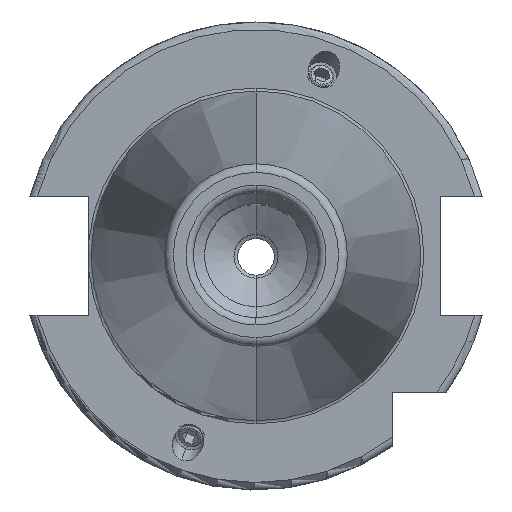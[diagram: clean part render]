
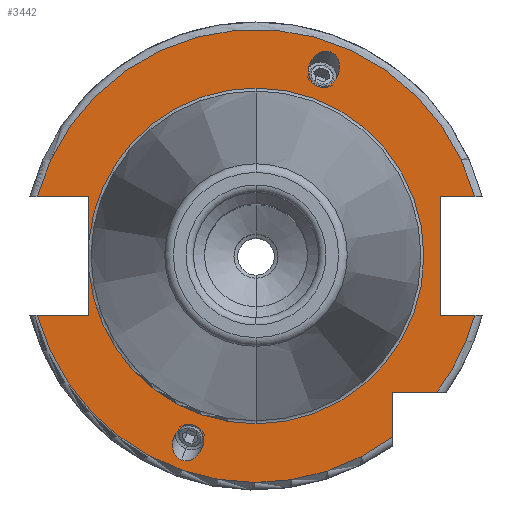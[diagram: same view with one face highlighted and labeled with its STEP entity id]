
A CAD part, top view. The second image highlights one B-rep face of the part: STEP entity #3442.
In plain terms, the highlighted planar face has unit normal (0, 0, 1).
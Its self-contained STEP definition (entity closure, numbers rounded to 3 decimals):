
#371=CARTESIAN_POINT('',(0,0,15.9));
#372=DIRECTION('',(0,0,-1));
#373=DIRECTION('',(0,1,0));
#374=AXIS2_PLACEMENT_3D('',#371,#372,#373);
#386=CARTESIAN_POINT('',(0,0,15.9));
#387=DIRECTION('',(0,0,1));
#388=DIRECTION('',(0,1,0));
#389=AXIS2_PLACEMENT_3D('',#386,#387,#388);
#401=CARTESIAN_POINT('',(0,0,15.9));
#402=DIRECTION('',(0,0,1));
#403=DIRECTION('',(-0.996,-0.094,0));
#404=AXIS2_PLACEMENT_3D('',#401,#402,#403);
#457=DIRECTION('',(1,0,0));
#458=VECTOR('',#457,7.004);
#459=CARTESIAN_POINT('',(-29.704,-8.05,15.9));
#460=LINE('',#459,#458);
#461=DIRECTION('',(0,1,0));
#462=VECTOR('',#461,5.917);
#463=CARTESIAN_POINT('',(-22.7,-8.05,15.9));
#464=LINE('',#463,#462);
#465=DIRECTION('',(0,1,0));
#466=VECTOR('',#465,5.917);
#467=CARTESIAN_POINT('',(-22.7,2.133,15.9));
#468=LINE('',#467,#466);
#469=DIRECTION('',(1,0,0));
#470=VECTOR('',#469,7.004);
#471=CARTESIAN_POINT('',(-29.704,8.05,15.9));
#472=LINE('',#471,#470);
#473=DIRECTION('',(-1,0,0));
#474=VECTOR('',#473,4.704);
#475=CARTESIAN_POINT('',(29.704,8.05,15.9));
#476=LINE('',#475,#474);
#477=DIRECTION('',(0,-1,0));
#478=VECTOR('',#477,16.1);
#479=CARTESIAN_POINT('',(25,8.05,15.9));
#480=LINE('',#479,#478);
#481=DIRECTION('',(-1,0,0));
#482=VECTOR('',#481,4.704);
#483=CARTESIAN_POINT('',(29.704,-8.05,15.9));
#484=LINE('',#483,#482);
#485=CARTESIAN_POINT('',(0,0,15.9));
#486=DIRECTION('',(0,0,1));
#487=DIRECTION('',(0.799,-0.601,0));
#488=AXIS2_PLACEMENT_3D('',#485,#486,#487);
#490=DIRECTION('',(-1,0,0));
#491=VECTOR('',#490,6.094);
#492=CARTESIAN_POINT('',(24.594,-18.5,15.9));
#493=LINE('',#492,#491);
#494=DIRECTION('',(0,1,0));
#495=VECTOR('',#494,6.094);
#496=CARTESIAN_POINT('',(18.5,-24.594,15.9));
#497=LINE('',#496,#495);
#498=CARTESIAN_POINT('',(10.09,27.723,15.9));
#499=CARTESIAN_POINT('',(9.863,27.806,15.9));
#500=CARTESIAN_POINT('',(9.337,27.884,15.9));
#501=CARTESIAN_POINT('',(8.455,27.594,15.9));
#502=CARTESIAN_POINT('',(7.834,27.033,15.9));
#503=CARTESIAN_POINT('',(7.483,26.49,15.9));
#504=CARTESIAN_POINT('',(7.298,26.077,15.9));
#505=CARTESIAN_POINT('',(7.174,25.641,15.9));
#506=CARTESIAN_POINT('',(7.094,25.,15.9));
#507=CARTESIAN_POINT('',(7.208,24.17,15.9));
#508=CARTESIAN_POINT('',(7.698,23.381,15.9));
#509=CARTESIAN_POINT('',(8.152,23.103,15.9));
#510=CARTESIAN_POINT('',(8.379,23.02,15.9));
#512=CARTESIAN_POINT('',(8.379,23.02,15.9));
#513=CARTESIAN_POINT('',(8.606,22.937,15.9));
#514=CARTESIAN_POINT('',(9.133,22.859,15.9));
#515=CARTESIAN_POINT('',(10.014,23.149,15.9));
#516=CARTESIAN_POINT('',(10.635,23.711,15.9));
#517=CARTESIAN_POINT('',(10.986,24.253,15.9));
#518=CARTESIAN_POINT('',(11.171,24.667,15.9));
#519=CARTESIAN_POINT('',(11.295,25.103,15.9));
#520=CARTESIAN_POINT('',(11.375,25.744,15.9));
#521=CARTESIAN_POINT('',(11.261,26.573,15.9));
#522=CARTESIAN_POINT('',(10.771,27.362,15.9));
#523=CARTESIAN_POINT('',(10.318,27.641,15.9));
#524=CARTESIAN_POINT('',(10.09,27.723,15.9));
#526=CARTESIAN_POINT('',(-10.09,-27.723,15.9));
#527=CARTESIAN_POINT('',(-10.318,-27.641,15.9));
#528=CARTESIAN_POINT('',(-10.771,-27.362,15.9));
#529=CARTESIAN_POINT('',(-11.261,-26.573,15.9));
#530=CARTESIAN_POINT('',(-11.375,-25.744,15.9));
#531=CARTESIAN_POINT('',(-11.295,-25.103,15.9));
#532=CARTESIAN_POINT('',(-11.171,-24.667,15.9));
#533=CARTESIAN_POINT('',(-10.986,-24.253,15.9));
#534=CARTESIAN_POINT('',(-10.635,-23.711,15.9));
#535=CARTESIAN_POINT('',(-10.014,-23.149,15.9));
#536=CARTESIAN_POINT('',(-9.133,-22.859,15.9));
#537=CARTESIAN_POINT('',(-8.606,-22.937,15.9));
#538=CARTESIAN_POINT('',(-8.379,-23.02,15.9));
#540=CARTESIAN_POINT('',(-8.379,-23.02,15.9));
#541=CARTESIAN_POINT('',(-8.152,-23.103,15.9));
#542=CARTESIAN_POINT('',(-7.698,-23.381,15.9));
#543=CARTESIAN_POINT('',(-7.208,-24.17,15.9));
#544=CARTESIAN_POINT('',(-7.094,-25.,15.9));
#545=CARTESIAN_POINT('',(-7.174,-25.641,15.9));
#546=CARTESIAN_POINT('',(-7.298,-26.077,15.9));
#547=CARTESIAN_POINT('',(-7.483,-26.49,15.9));
#548=CARTESIAN_POINT('',(-7.834,-27.033,15.9));
#549=CARTESIAN_POINT('',(-8.455,-27.594,15.9));
#550=CARTESIAN_POINT('',(-9.337,-27.884,15.9));
#551=CARTESIAN_POINT('',(-9.863,-27.806,15.9));
#552=CARTESIAN_POINT('',(-10.09,-27.723,15.9));
#1465=CARTESIAN_POINT('',(0,0,15.9));
#1466=DIRECTION('',(0,0,1));
#1467=DIRECTION('',(0.965,0.262,0));
#1468=AXIS2_PLACEMENT_3D('',#1465,#1466,#1467);
#1516=CARTESIAN_POINT('',(0,0,15.9));
#1517=DIRECTION('',(0,0,1));
#1518=DIRECTION('',(-0.965,-0.262,0));
#1519=AXIS2_PLACEMENT_3D('',#1516,#1517,#1518);
#2379=CARTESIAN_POINT('',(0,22.8,15.9));
#2381=VERTEX_POINT('',#2379);
#2399=CARTESIAN_POINT('',(0,-22.8,15.9));
#2401=VERTEX_POINT('',#2399);
#2545=CARTESIAN_POINT('',(-29.704,-8.05,15.9));
#2546=CARTESIAN_POINT('',(-22.7,-8.05,15.9));
#2547=VERTEX_POINT('',#2545);
#2548=VERTEX_POINT('',#2546);
#2549=CARTESIAN_POINT('',(-22.7,-2.133,15.9));
#2550=VERTEX_POINT('',#2549);
#2551=CARTESIAN_POINT('',(-22.7,2.133,15.9));
#2552=CARTESIAN_POINT('',(-22.7,8.05,15.9));
#2553=VERTEX_POINT('',#2551);
#2554=VERTEX_POINT('',#2552);
#2555=CARTESIAN_POINT('',(-29.704,8.05,15.9));
#2556=VERTEX_POINT('',#2555);
#2557=CARTESIAN_POINT('',(25,8.05,15.9));
#2558=CARTESIAN_POINT('',(25,-8.05,15.9));
#2559=VERTEX_POINT('',#2557);
#2560=VERTEX_POINT('',#2558);
#2561=CARTESIAN_POINT('',(29.704,-8.05,15.9));
#2562=VERTEX_POINT('',#2561);
#2563=CARTESIAN_POINT('',(29.704,8.05,15.9));
#2564=VERTEX_POINT('',#2563);
#2565=CARTESIAN_POINT('',(18.5,-24.594,15.9));
#2566=CARTESIAN_POINT('',(18.5,-18.5,15.9));
#2567=VERTEX_POINT('',#2565);
#2568=VERTEX_POINT('',#2566);
#2569=CARTESIAN_POINT('',(24.594,-18.5,15.9));
#2570=VERTEX_POINT('',#2569);
#2659=VERTEX_POINT('',#498);
#2660=VERTEX_POINT('',#510);
#2716=CARTESIAN_POINT('',(-10.09,-27.723,15.9));
#2718=VERTEX_POINT('',#2716);
#2723=CARTESIAN_POINT('',(-8.379,-23.02,15.9));
#2724=VERTEX_POINT('',#2723);
#3399=CARTESIAN_POINT('',(0,0,15.9));
#3400=DIRECTION('',(0,0,-1));
#3401=DIRECTION('',(0,-1,0));
#3402=AXIS2_PLACEMENT_3D('',#3399,#3400,#3401);
#3403=PLANE('',#3402);
#3404=ORIENTED_EDGE('',*,*,#3372,.T.);
#3405=ORIENTED_EDGE('',*,*,#3323,.T.);
#3406=ORIENTED_EDGE('',*,*,#3306,.T.);
#3407=ORIENTED_EDGE('',*,*,#3286,.F.);
#3408=ORIENTED_EDGE('',*,*,#3301,.T.);
#3409=ORIENTED_EDGE('',*,*,#3320,.T.);
#3411=ORIENTED_EDGE('',*,*,#3410,.F.);
#3413=ORIENTED_EDGE('',*,*,#3412,.F.);
#3415=ORIENTED_EDGE('',*,*,#3414,.T.);
#3417=ORIENTED_EDGE('',*,*,#3416,.T.);
#3419=ORIENTED_EDGE('',*,*,#3418,.F.);
#3421=ORIENTED_EDGE('',*,*,#3420,.F.);
#3423=ORIENTED_EDGE('',*,*,#3422,.T.);
#3425=ORIENTED_EDGE('',*,*,#3424,.F.);
#3427=ORIENTED_EDGE('',*,*,#3426,.F.);
#3428=EDGE_LOOP('',(#3404,#3405,#3406,#3407,#3408,#3409,#3411,#3413,#3415,#3417,
#3419,#3421,#3423,#3425,#3427));
#3429=FACE_OUTER_BOUND('',#3428,.F.);
#3431=ORIENTED_EDGE('',*,*,#3430,.T.);
#3433=ORIENTED_EDGE('',*,*,#3432,.T.);
#3434=EDGE_LOOP('',(#3431,#3433));
#3435=FACE_BOUND('',#3434,.F.);
#3437=ORIENTED_EDGE('',*,*,#3436,.F.);
#3439=ORIENTED_EDGE('',*,*,#3438,.F.);
#3440=EDGE_LOOP('',(#3437,#3439));
#3441=FACE_BOUND('',#3440,.F.);
#3442=ADVANCED_FACE('',(#3429,#3435,#3441),#3403,.F.);
#375=CIRCLE('',#374,22.8);
#390=CIRCLE('',#389,22.8);
#405=CIRCLE('',#404,22.8);
#489=CIRCLE('',#488,30.775);
#511=B_SPLINE_CURVE_WITH_KNOTS('',3,(#498,#499,#500,#501,#502,#503,#504,#505,
#506,#507,#508,#509,#510),.UNSPECIFIED.,.F.,.F.,(4,1,1,1,1,1,1,1,1,1,4),(0,
0.125,0.25,0.375,0.438,0.5,0.563,0.625,0.75,0.875,1),
.UNSPECIFIED.);
#525=B_SPLINE_CURVE_WITH_KNOTS('',3,(#512,#513,#514,#515,#516,#517,#518,#519,
#520,#521,#522,#523,#524),.UNSPECIFIED.,.F.,.F.,(4,1,1,1,1,1,1,1,1,1,4),(0,
0.125,0.25,0.375,0.438,0.5,0.563,0.625,0.75,0.875,1),
.UNSPECIFIED.);
#539=B_SPLINE_CURVE_WITH_KNOTS('',3,(#526,#527,#528,#529,#530,#531,#532,#533,
#534,#535,#536,#537,#538),.UNSPECIFIED.,.F.,.F.,(4,1,1,1,1,1,1,1,1,1,4),(0,
0.125,0.25,0.375,0.438,0.5,0.563,0.625,0.75,0.875,1),
.UNSPECIFIED.);
#553=B_SPLINE_CURVE_WITH_KNOTS('',3,(#540,#541,#542,#543,#544,#545,#546,#547,
#548,#549,#550,#551,#552),.UNSPECIFIED.,.F.,.F.,(4,1,1,1,1,1,1,1,1,1,4),(0,
0.125,0.25,0.375,0.438,0.5,0.563,0.625,0.75,0.875,1),
.UNSPECIFIED.);
#1469=CIRCLE('',#1468,30.775);
#1520=CIRCLE('',#1519,30.775);
#3286=EDGE_CURVE('',#2381,#2401,#375,.T.);
#3301=EDGE_CURVE('',#2381,#2553,#390,.T.);
#3306=EDGE_CURVE('',#2550,#2401,#405,.T.);
#3320=EDGE_CURVE('',#2553,#2554,#468,.T.);
#3323=EDGE_CURVE('',#2548,#2550,#464,.T.);
#3372=EDGE_CURVE('',#2547,#2548,#460,.T.);
#3410=EDGE_CURVE('',#2556,#2554,#472,.T.);
#3412=EDGE_CURVE('',#2564,#2556,#1469,.T.);
#3414=EDGE_CURVE('',#2564,#2559,#476,.T.);
#3416=EDGE_CURVE('',#2559,#2560,#480,.T.);
#3418=EDGE_CURVE('',#2562,#2560,#484,.T.);
#3420=EDGE_CURVE('',#2570,#2562,#489,.T.);
#3422=EDGE_CURVE('',#2570,#2568,#493,.T.);
#3424=EDGE_CURVE('',#2567,#2568,#497,.T.);
#3426=EDGE_CURVE('',#2547,#2567,#1520,.T.);
#3430=EDGE_CURVE('',#2659,#2660,#511,.T.);
#3432=EDGE_CURVE('',#2660,#2659,#525,.T.);
#3436=EDGE_CURVE('',#2718,#2724,#539,.T.);
#3438=EDGE_CURVE('',#2724,#2718,#553,.T.);
